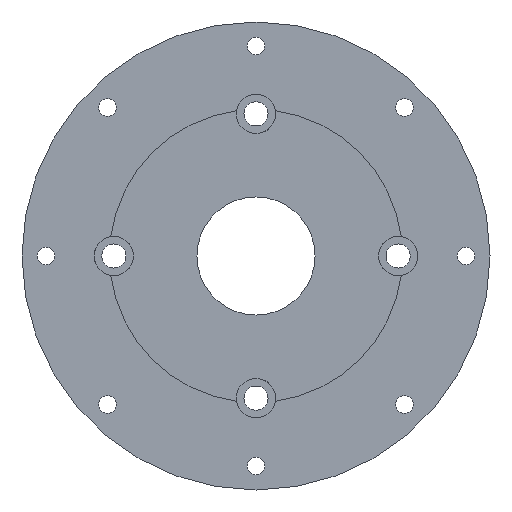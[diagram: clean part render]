
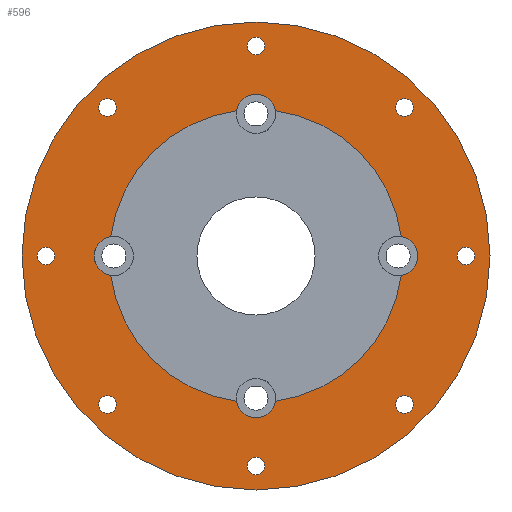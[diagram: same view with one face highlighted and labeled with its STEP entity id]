
A CAD part, front view. The second image highlights one B-rep face of the part: STEP entity #596.
In plain terms, the highlighted planar face has unit normal (0, -1, 0).
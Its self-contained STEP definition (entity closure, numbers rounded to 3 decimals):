
#24=FACE_BOUND('',#115,.T.);
#25=FACE_BOUND('',#116,.T.);
#26=FACE_BOUND('',#117,.T.);
#27=FACE_BOUND('',#118,.T.);
#28=FACE_BOUND('',#119,.T.);
#29=FACE_BOUND('',#120,.T.);
#30=FACE_BOUND('',#121,.T.);
#31=FACE_BOUND('',#122,.T.);
#32=FACE_BOUND('',#123,.T.);
#52=PLANE('',#689);
#78=FACE_OUTER_BOUND('',#114,.T.);
#114=EDGE_LOOP('',(#496));
#115=EDGE_LOOP('',(#497));
#116=EDGE_LOOP('',(#498));
#117=EDGE_LOOP('',(#499));
#118=EDGE_LOOP('',(#500));
#119=EDGE_LOOP('',(#501));
#120=EDGE_LOOP('',(#502));
#121=EDGE_LOOP('',(#503));
#122=EDGE_LOOP('',(#504));
#123=EDGE_LOOP('',(#505,#506,#507,#508,#509,#510,#511,#512,#513));
#199=CIRCLE('',#620,2.);
#201=CIRCLE('',#623,2.);
#203=CIRCLE('',#626,2.);
#205=CIRCLE('',#629,2.);
#207=CIRCLE('',#632,2.);
#209=CIRCLE('',#635,2.);
#211=CIRCLE('',#638,2.);
#213=CIRCLE('',#641,2.);
#223=CIRCLE('',#656,4.5);
#228=CIRCLE('',#663,4.5);
#230=CIRCLE('',#665,4.5);
#231=CIRCLE('',#668,4.5);
#235=CIRCLE('',#674,4.5);
#239=CIRCLE('',#680,33.5);
#245=CIRCLE('',#688,33.5);
#246=CIRCLE('',#690,53.5);
#247=CIRCLE('',#691,33.5);
#248=CIRCLE('',#692,33.5);
#253=VERTEX_POINT('',#911);
#255=VERTEX_POINT('',#917);
#257=VERTEX_POINT('',#923);
#259=VERTEX_POINT('',#929);
#261=VERTEX_POINT('',#935);
#263=VERTEX_POINT('',#941);
#265=VERTEX_POINT('',#947);
#267=VERTEX_POINT('',#953);
#277=VERTEX_POINT('',#983);
#279=VERTEX_POINT('',#986);
#284=VERTEX_POINT('',#999);
#286=VERTEX_POINT('',#1003);
#287=VERTEX_POINT('',#1005);
#289=VERTEX_POINT('',#1013);
#291=VERTEX_POINT('',#1016);
#295=VERTEX_POINT('',#1028);
#297=VERTEX_POINT('',#1031);
#302=VERTEX_POINT('',#1054);
#307=EDGE_CURVE('',#253,#253,#199,.T.);
#310=EDGE_CURVE('',#255,#255,#201,.T.);
#313=EDGE_CURVE('',#257,#257,#203,.T.);
#316=EDGE_CURVE('',#259,#259,#205,.T.);
#319=EDGE_CURVE('',#261,#261,#207,.T.);
#322=EDGE_CURVE('',#263,#263,#209,.T.);
#325=EDGE_CURVE('',#265,#265,#211,.T.);
#328=EDGE_CURVE('',#267,#267,#213,.T.);
#344=EDGE_CURVE('',#279,#277,#223,.T.);
#353=EDGE_CURVE('',#287,#286,#228,.T.);
#356=EDGE_CURVE('',#284,#287,#230,.T.);
#358=EDGE_CURVE('',#291,#289,#231,.T.);
#365=EDGE_CURVE('',#297,#295,#235,.T.);
#371=EDGE_CURVE('',#289,#279,#239,.T.);
#377=EDGE_CURVE('',#295,#284,#245,.T.);
#378=EDGE_CURVE('',#302,#302,#246,.T.);
#379=EDGE_CURVE('',#277,#297,#247,.T.);
#380=EDGE_CURVE('',#286,#291,#248,.T.);
#496=ORIENTED_EDGE('',*,*,#378,.F.);
#497=ORIENTED_EDGE('',*,*,#307,.T.);
#498=ORIENTED_EDGE('',*,*,#310,.T.);
#499=ORIENTED_EDGE('',*,*,#313,.T.);
#500=ORIENTED_EDGE('',*,*,#316,.T.);
#501=ORIENTED_EDGE('',*,*,#319,.T.);
#502=ORIENTED_EDGE('',*,*,#322,.T.);
#503=ORIENTED_EDGE('',*,*,#325,.T.);
#504=ORIENTED_EDGE('',*,*,#328,.T.);
#505=ORIENTED_EDGE('',*,*,#344,.T.);
#506=ORIENTED_EDGE('',*,*,#379,.T.);
#507=ORIENTED_EDGE('',*,*,#365,.T.);
#508=ORIENTED_EDGE('',*,*,#377,.T.);
#509=ORIENTED_EDGE('',*,*,#356,.T.);
#510=ORIENTED_EDGE('',*,*,#353,.T.);
#511=ORIENTED_EDGE('',*,*,#380,.T.);
#512=ORIENTED_EDGE('',*,*,#358,.T.);
#513=ORIENTED_EDGE('',*,*,#371,.T.);
#596=ADVANCED_FACE('',(#78,#24,#25,#26,#27,#28,#29,#30,#31,#32),#52,.F.);
#620=AXIS2_PLACEMENT_3D('',#912,#711,#712);
#623=AXIS2_PLACEMENT_3D('',#918,#718,#719);
#626=AXIS2_PLACEMENT_3D('',#924,#725,#726);
#629=AXIS2_PLACEMENT_3D('',#930,#732,#733);
#632=AXIS2_PLACEMENT_3D('',#936,#739,#740);
#635=AXIS2_PLACEMENT_3D('',#942,#746,#747);
#638=AXIS2_PLACEMENT_3D('',#948,#753,#754);
#641=AXIS2_PLACEMENT_3D('',#954,#760,#761);
#656=AXIS2_PLACEMENT_3D('',#987,#796,#797);
#663=AXIS2_PLACEMENT_3D('',#1006,#814,#815);
#665=AXIS2_PLACEMENT_3D('',#1010,#819,#820);
#668=AXIS2_PLACEMENT_3D('',#1017,#826,#827);
#674=AXIS2_PLACEMENT_3D('',#1032,#841,#842);
#680=AXIS2_PLACEMENT_3D('',#1043,#855,#856);
#688=AXIS2_PLACEMENT_3D('',#1052,#871,#872);
#689=AXIS2_PLACEMENT_3D('',#1053,#873,#874);
#690=AXIS2_PLACEMENT_3D('',#1055,#875,#876);
#691=AXIS2_PLACEMENT_3D('',#1056,#877,#878);
#692=AXIS2_PLACEMENT_3D('',#1057,#879,#880);
#711=DIRECTION('center_axis',(0.,1.,0.));
#712=DIRECTION('ref_axis',(-1.,0.,0.));
#718=DIRECTION('center_axis',(0.,1.,0.));
#719=DIRECTION('ref_axis',(-1.,0.,0.));
#725=DIRECTION('center_axis',(0.,1.,0.));
#726=DIRECTION('ref_axis',(-1.,0.,0.));
#732=DIRECTION('center_axis',(0.,1.,0.));
#733=DIRECTION('ref_axis',(-1.,0.,0.));
#739=DIRECTION('center_axis',(0.,1.,0.));
#740=DIRECTION('ref_axis',(-1.,0.,0.));
#746=DIRECTION('center_axis',(0.,1.,0.));
#747=DIRECTION('ref_axis',(-1.,0.,0.));
#753=DIRECTION('center_axis',(0.,1.,0.));
#754=DIRECTION('ref_axis',(-1.,0.,0.));
#760=DIRECTION('center_axis',(0.,1.,0.));
#761=DIRECTION('ref_axis',(-1.,0.,0.));
#796=DIRECTION('center_axis',(0.,1.,0.));
#797=DIRECTION('ref_axis',(1.,0.,0.));
#814=DIRECTION('center_axis',(0.,1.,0.));
#815=DIRECTION('ref_axis',(1.,0.,0.));
#819=DIRECTION('center_axis',(0.,1.,0.));
#820=DIRECTION('ref_axis',(1.,0.,0.));
#826=DIRECTION('center_axis',(0.,1.,0.));
#827=DIRECTION('ref_axis',(1.,0.,0.));
#841=DIRECTION('center_axis',(0.,1.,0.));
#842=DIRECTION('ref_axis',(1.,0.,0.));
#855=DIRECTION('center_axis',(0.,1.,0.));
#856=DIRECTION('ref_axis',(1.,0.,0.));
#871=DIRECTION('center_axis',(0.,1.,0.));
#872=DIRECTION('ref_axis',(1.,0.,0.));
#873=DIRECTION('center_axis',(0.,1.,0.));
#874=DIRECTION('ref_axis',(1.,0.,0.));
#875=DIRECTION('center_axis',(0.,1.,0.));
#876=DIRECTION('ref_axis',(1.,0.,0.));
#877=DIRECTION('center_axis',(0.,1.,0.));
#878=DIRECTION('ref_axis',(1.,0.,0.));
#879=DIRECTION('center_axis',(0.,1.,0.));
#880=DIRECTION('ref_axis',(1.,0.,0.));
#911=CARTESIAN_POINT('',(75.941,-3.,73.941));
#912=CARTESIAN_POINT('Origin',(73.941,-3.,73.941));
#917=CARTESIAN_POINT('',(8.059,-3.,6.059));
#918=CARTESIAN_POINT('Origin',(6.059,-3.,6.059));
#923=CARTESIAN_POINT('',(42.,-3.,88.));
#924=CARTESIAN_POINT('Origin',(40.,-3.,88.));
#929=CARTESIAN_POINT('',(42.,-3.,-8.));
#930=CARTESIAN_POINT('Origin',(40.,-3.,-8.));
#935=CARTESIAN_POINT('',(90.,-3.,40.));
#936=CARTESIAN_POINT('Origin',(88.,-3.,40.));
#941=CARTESIAN_POINT('',(-6.,-3.,40.));
#942=CARTESIAN_POINT('Origin',(-8.,-3.,40.));
#947=CARTESIAN_POINT('',(8.059,-3.,73.941));
#948=CARTESIAN_POINT('Origin',(6.059,-3.,73.941));
#953=CARTESIAN_POINT('',(75.941,-3.,6.059));
#954=CARTESIAN_POINT('Origin',(73.941,-3.,6.059));
#983=CARTESIAN_POINT('',(73.204,-3.,35.555));
#986=CARTESIAN_POINT('',(73.204,-3.,44.445));
#987=CARTESIAN_POINT('Origin',(72.5,-3.,40.));
#999=CARTESIAN_POINT('',(6.796,-3.,35.555));
#1003=CARTESIAN_POINT('',(6.796,-3.,44.445));
#1005=CARTESIAN_POINT('',(3.,-3.,40.));
#1006=CARTESIAN_POINT('Origin',(7.5,-3.,40.));
#1010=CARTESIAN_POINT('Origin',(7.5,-3.,40.));
#1013=CARTESIAN_POINT('',(44.445,-3.,73.204));
#1016=CARTESIAN_POINT('',(35.555,-3.,73.204));
#1017=CARTESIAN_POINT('Origin',(40.,-3.,72.5));
#1028=CARTESIAN_POINT('',(35.555,-3.,6.796));
#1031=CARTESIAN_POINT('',(44.445,-3.,6.796));
#1032=CARTESIAN_POINT('Origin',(40.,-3.,7.5));
#1043=CARTESIAN_POINT('Origin',(40.,-3.,40.));
#1052=CARTESIAN_POINT('Origin',(40.,-3.,40.));
#1053=CARTESIAN_POINT('Origin',(40.,-3.,40.));
#1054=CARTESIAN_POINT('',(-13.5,-3.,40.));
#1055=CARTESIAN_POINT('Origin',(40.,-3.,40.));
#1056=CARTESIAN_POINT('Origin',(40.,-3.,40.));
#1057=CARTESIAN_POINT('Origin',(40.,-3.,40.));
